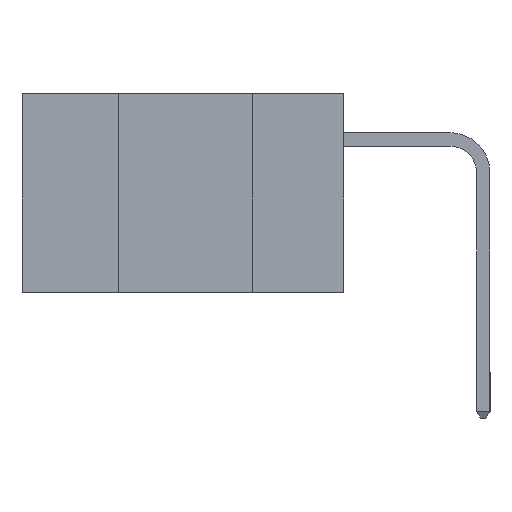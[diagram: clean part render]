
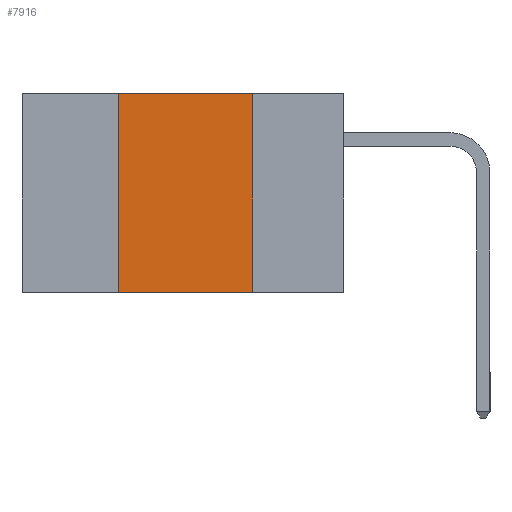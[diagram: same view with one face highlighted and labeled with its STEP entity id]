
A CAD part, left-side view. The second image highlights one B-rep face of the part: STEP entity #7916.
In plain terms, the highlighted planar face has unit normal (-1, 0, 0).
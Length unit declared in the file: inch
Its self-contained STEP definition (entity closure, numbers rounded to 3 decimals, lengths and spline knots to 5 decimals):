
#25 = DIRECTION ( 'NONE',  ( 0., 0., -1. ) ) ;
#712 = VERTEX_POINT ( 'NONE', #7207 ) ;
#724 = VECTOR ( 'NONE', #989, 39.37008 ) ;
#828 = PLANE ( 'NONE',  #10643 ) ;
#989 = DIRECTION ( 'NONE',  ( 0., -1., 0. ) ) ;
#1626 = LINE ( 'NONE', #4810, #724 ) ;
#1807 = DIRECTION ( 'NONE',  ( 1., 0., 0. ) ) ;
#1879 = CARTESIAN_POINT ( 'NONE',  ( 0., 0.6, 0. ) ) ;
#2036 = EDGE_LOOP ( 'NONE', ( #8058, #6680, #9767, #11700 ) ) ;
#2148 = LINE ( 'NONE', #10696, #3805 ) ;
#2258 = LINE ( 'NONE', #4554, #12139 ) ;
#2615 = CARTESIAN_POINT ( 'NONE',  ( 0., 0.17, -0.37 ) ) ;
#3614 = CARTESIAN_POINT ( 'NONE',  ( 0., 0.42, -0.37 ) ) ;
#3805 = VECTOR ( 'NONE', #6889, 39.37008 ) ;
#3920 = VECTOR ( 'NONE', #25, 39.37008 ) ;
#4554 = CARTESIAN_POINT ( 'NONE',  ( 0., 0.6, -0.37 ) ) ;
#4810 = CARTESIAN_POINT ( 'NONE',  ( 0., 0.6, 0. ) ) ;
#5328 = VERTEX_POINT ( 'NONE', #2615 ) ;
#5651 = EDGE_CURVE ( 'NONE', #712, #5328, #10648, .T. ) ;
#5669 = VERTEX_POINT ( 'NONE', #6825 ) ;
#5736 = CARTESIAN_POINT ( 'NONE',  ( 0., 0.17, 0. ) ) ;
#6680 = ORIENTED_EDGE ( 'NONE', *, *, #9757, .F. ) ;
#6825 = CARTESIAN_POINT ( 'NONE',  ( 0., 0.42, 0. ) ) ;
#6889 = DIRECTION ( 'NONE',  ( 0., 0., 1. ) ) ;
#7207 = CARTESIAN_POINT ( 'NONE',  ( 0., 0.17, 0. ) ) ;
#7275 = EDGE_CURVE ( 'NONE', #7724, #5328, #2258, .T. ) ;
#7724 = VERTEX_POINT ( 'NONE', #3614 ) ;
#7798 = FACE_OUTER_BOUND ( 'NONE', #2036, .T. ) ;
#7916 = ADVANCED_FACE ( 'NONE', ( #7798 ), #828, .F. ) ;
#8058 = ORIENTED_EDGE ( 'NONE', *, *, #5651, .F. ) ;
#8504 = DIRECTION ( 'NONE',  ( 0., 0., -1. ) ) ;
#9448 = DIRECTION ( 'NONE',  ( 0., -1., 0. ) ) ;
#9757 = EDGE_CURVE ( 'NONE', #5669, #712, #1626, .T. ) ;
#9767 = ORIENTED_EDGE ( 'NONE', *, *, #11807, .F. ) ;
#10643 = AXIS2_PLACEMENT_3D ( 'NONE', #1879, #1807, #8504 ) ;
#10648 = LINE ( 'NONE', #5736, #3920 ) ;
#10696 = CARTESIAN_POINT ( 'NONE',  ( 0., 0.42, 0. ) ) ;
#11700 = ORIENTED_EDGE ( 'NONE', *, *, #7275, .T. ) ;
#11807 = EDGE_CURVE ( 'NONE', #7724, #5669, #2148, .T. ) ;
#12139 = VECTOR ( 'NONE', #9448, 39.37008 ) ;
